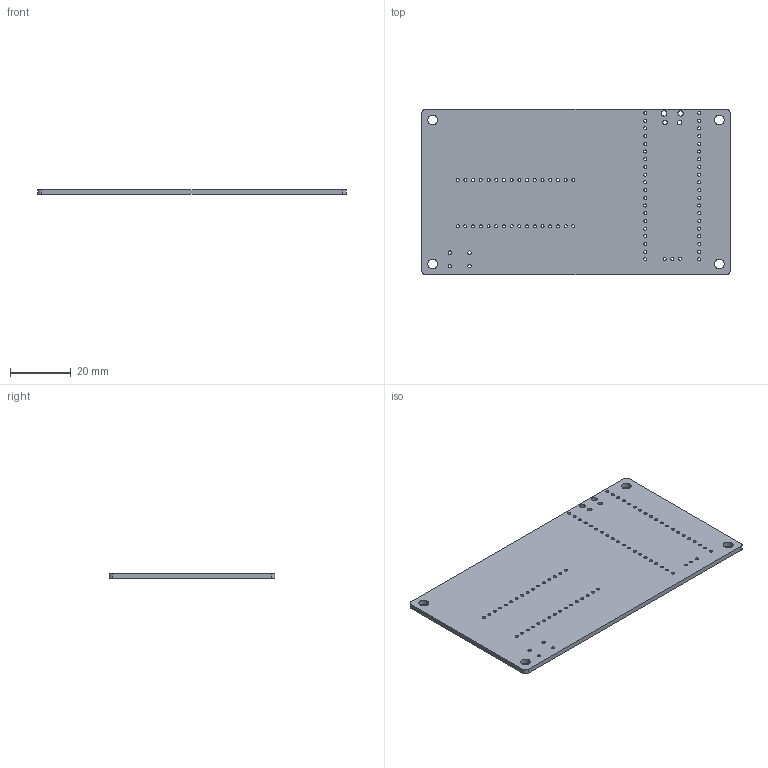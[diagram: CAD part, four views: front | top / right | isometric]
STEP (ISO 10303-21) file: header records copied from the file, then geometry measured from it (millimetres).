
FILE_DESCRIPTION(('KiCad electronic assembly'),'2;1');
FILE_NAME('picoflasher.step','2023-02-12T10:30:55',('Pcbnew'),('Kicad'), 'Open CASCADE STEP processor 7.6','KiCad to STEP converter','Unknown' );
FILE_SCHEMA(('AUTOMOTIVE_DESIGN { 1 0 10303 214 1 1 1 1 }'));
Length unit declared in the file: millimetre
Products named in the file (2): picoflasher 1; picoflasher PCB
Assembly tree (1 placements, depth 2):
  picoflasher 1
    picoflasher PCB
Bounding box: 101.6 x 54.61 x 1.6 mm (x, y, z)
Volume: 8707.4 mm3; surface area: 11881.6 mm2
Topology: 1 solids, 1 shells, 97 faces, 285 edges, 190 vertices
Faces by surface type: cylinder 91, plane 6
Full cylindrical faces by diameter (mm): 1 x32, 1.02 x43, 1.1 x4, 1.5 x2, 1.8 x2, 3.2 x4
Entity records: 7987 total; most frequent: CARTESIAN_POINT 2236, DIRECTION 1053, ORIENTED_EDGE 570, PCURVE 570, DEFINITIONAL_REPRESENTATION 570, LINE 491, VECTOR 491, EDGE_CURVE 285
